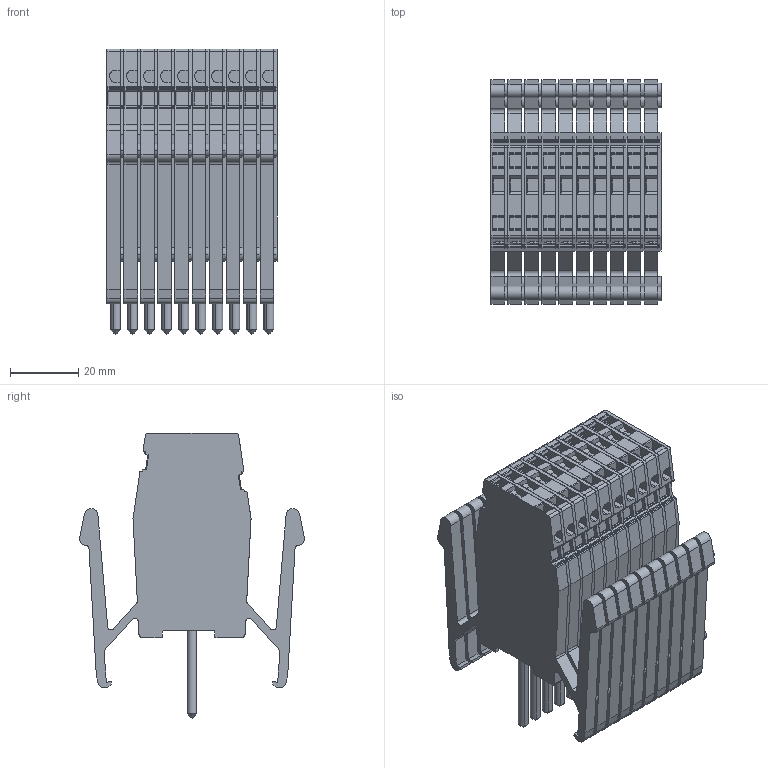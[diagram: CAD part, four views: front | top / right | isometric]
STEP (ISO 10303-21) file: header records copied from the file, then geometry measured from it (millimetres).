
FILE_DESCRIPTION(('CATIA V5R22 STEP214','CAx-IF Rec.Pracs.--- Model Styling and Organization---1.4--- 2014-01-23'),'2;1');
FILE_NAME ('D1453917_1', '2022-01-25T10:03:26+00:00', ('Weidmueller Interface'), ('Weidmueller'), 'CATIA Version 5-6 Release 2016 SP3 HF44', 'CATIA V5 STEP AP214', 'none');
FILE_SCHEMA(('AUTOMOTIVE_DESIGN { 1 0 10303 214 1 1 1 1 }'));
Products named in the file (1): 1632340000
Bounding box: 50 x 66.1 x 83.95 mm (x, y, z)
Volume: 108230.9 mm3; surface area: 111546.4 mm2
Topology: 21 solids, 103 shells, 3050 faces, 8370 edges, 5580 vertices
Faces by surface type: plane 1740, cylinder 1280, cone 20, extrusion 10
Entity records: 88093 total; most frequent: CARTESIAN_POINT 17541, ORIENTED_EDGE 16700, DIRECTION 9571, EDGE_CURVE 8350, VECTOR 5730, LINE 5720, VERTEX_POINT 5580, EDGE_LOOP 3330
